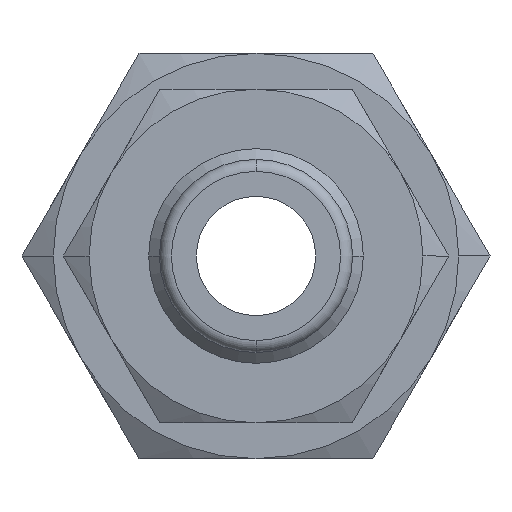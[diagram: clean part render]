
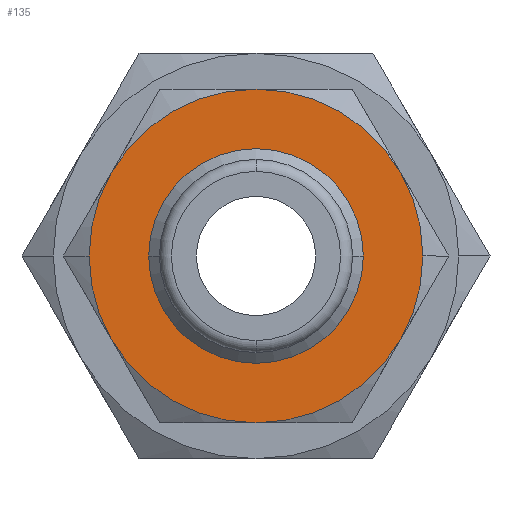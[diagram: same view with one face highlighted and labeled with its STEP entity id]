
A CAD part, front view. The second image highlights one B-rep face of the part: STEP entity #135.
In plain terms, the highlighted planar face has unit normal (0, -1, 0).
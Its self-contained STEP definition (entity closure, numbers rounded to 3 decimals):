
#135=ADVANCED_FACE('',(#306,#307),#308,.T.);
#306=FACE_OUTER_BOUND('',#521,.T.);
#307=FACE_BOUND('',#522,.T.);
#308=PLANE('',#523);
#521=EDGE_LOOP('',(#865,#866,#867,#868,#869,#870,#871,#872));
#522=EDGE_LOOP('',(#873,#874));
#523=AXIS2_PLACEMENT_3D('',#875,#876,#877);
#865=ORIENTED_EDGE('',*,*,#1384,.F.);
#866=ORIENTED_EDGE('',*,*,#1385,.F.);
#867=ORIENTED_EDGE('',*,*,#1386,.F.);
#868=ORIENTED_EDGE('',*,*,#1387,.F.);
#869=ORIENTED_EDGE('',*,*,#1346,.F.);
#870=ORIENTED_EDGE('',*,*,#1388,.F.);
#871=ORIENTED_EDGE('',*,*,#1389,.F.);
#872=ORIENTED_EDGE('',*,*,#1341,.F.);
#873=ORIENTED_EDGE('',*,*,#1289,.F.);
#874=ORIENTED_EDGE('',*,*,#1390,.F.);
#875=CARTESIAN_POINT('',(3.5,14.0,0.0));
#876=DIRECTION('',(-0.0,-1.0,-0.0));
#877=DIRECTION('',(-1.0,0.0,0.0));
#1289=EDGE_CURVE('',#1555,#1551,#1557,.T.);
#1341=EDGE_CURVE('',#1639,#1642,#1643,.T.);
#1346=EDGE_CURVE('',#1649,#1647,#1651,.T.);
#1384=EDGE_CURVE('',#1713,#1639,#1714,.T.);
#1385=EDGE_CURVE('',#1715,#1713,#1716,.T.);
#1386=EDGE_CURVE('',#1717,#1715,#1718,.T.);
#1387=EDGE_CURVE('',#1647,#1717,#1719,.T.);
#1388=EDGE_CURVE('',#1720,#1649,#1721,.T.);
#1389=EDGE_CURVE('',#1642,#1720,#1722,.T.);
#1390=EDGE_CURVE('',#1551,#1555,#1723,.T.);
#1551=VERTEX_POINT('',#2052);
#1555=VERTEX_POINT('',#2057);
#1557=CIRCLE('',#2060,4.5);
#1639=VERTEX_POINT('',#2182);
#1642=VERTEX_POINT('',#2186);
#1643=CIRCLE('',#2187,7.0);
#1647=VERTEX_POINT('',#2202);
#1649=VERTEX_POINT('',#2205);
#1651=CIRCLE('',#2218,7.0);
#1713=VERTEX_POINT('',#2294);
#1714=CIRCLE('',#2295,7.0);
#1715=VERTEX_POINT('',#2296);
#1716=CIRCLE('',#2297,7.0);
#1717=VERTEX_POINT('',#2298);
#1718=CIRCLE('',#2299,7.0);
#1719=CIRCLE('',#2300,7.0);
#1720=VERTEX_POINT('',#2301);
#1721=CIRCLE('',#2302,7.0);
#1722=CIRCLE('',#2303,7.0);
#1723=CIRCLE('',#2304,4.5);
#2052=CARTESIAN_POINT('',(4.5,14.0,0.));
#2057=CARTESIAN_POINT('',(-4.5,14.0,0.));
#2060=AXIS2_PLACEMENT_3D('',#2708,#2709,#2710);
#2182=CARTESIAN_POINT('',(7.0,14.0,0.));
#2186=CARTESIAN_POINT('',(6.062,14.0,-3.5));
#2187=AXIS2_PLACEMENT_3D('',#2784,#2785,#2786);
#2202=CARTESIAN_POINT('',(-7.0,14.0,0.));
#2205=CARTESIAN_POINT('',(-6.062,14.0,-3.5));
#2218=AXIS2_PLACEMENT_3D('',#2788,#2789,#2790);
#2294=CARTESIAN_POINT('',(6.062,14.0,3.5));
#2295=AXIS2_PLACEMENT_3D('',#2847,#2848,#2849);
#2296=CARTESIAN_POINT('',(0.,14.0,7.0));
#2297=AXIS2_PLACEMENT_3D('',#2850,#2851,#2852);
#2298=CARTESIAN_POINT('',(-6.062,14.0,3.5));
#2299=AXIS2_PLACEMENT_3D('',#2853,#2854,#2855);
#2300=AXIS2_PLACEMENT_3D('',#2856,#2857,#2858);
#2301=CARTESIAN_POINT('',(0.0,14.0,-7.0));
#2302=AXIS2_PLACEMENT_3D('',#2859,#2860,#2861);
#2303=AXIS2_PLACEMENT_3D('',#2862,#2863,#2864);
#2304=AXIS2_PLACEMENT_3D('',#2865,#2866,#2867);
#2708=CARTESIAN_POINT('',(0.0,14.0,0.0));
#2709=DIRECTION('',(0.0,-1.0,0.0));
#2710=DIRECTION('',(1.0,0.0,0.0));
#2784=CARTESIAN_POINT('',(0.0,14.0,0.0));
#2785=DIRECTION('',(-0.0,1.0,0.0));
#2786=DIRECTION('',(1.0,0.0,0.0));
#2788=CARTESIAN_POINT('',(0.0,14.0,0.0));
#2789=DIRECTION('',(-0.0,1.0,0.0));
#2790=DIRECTION('',(1.0,0.0,0.0));
#2847=CARTESIAN_POINT('',(0.0,14.0,0.0));
#2848=DIRECTION('',(-0.0,1.0,0.0));
#2849=DIRECTION('',(1.0,0.0,0.0));
#2850=CARTESIAN_POINT('',(0.0,14.0,0.0));
#2851=DIRECTION('',(-0.0,1.0,0.0));
#2852=DIRECTION('',(1.0,0.0,0.0));
#2853=CARTESIAN_POINT('',(0.0,14.0,0.0));
#2854=DIRECTION('',(-0.0,1.0,0.0));
#2855=DIRECTION('',(1.0,0.0,0.0));
#2856=CARTESIAN_POINT('',(0.0,14.0,0.0));
#2857=DIRECTION('',(-0.0,1.0,0.0));
#2858=DIRECTION('',(1.0,0.0,0.0));
#2859=CARTESIAN_POINT('',(0.0,14.0,0.0));
#2860=DIRECTION('',(-0.0,1.0,0.0));
#2861=DIRECTION('',(1.0,0.0,0.0));
#2862=CARTESIAN_POINT('',(0.0,14.0,0.0));
#2863=DIRECTION('',(-0.0,1.0,0.0));
#2864=DIRECTION('',(1.0,0.0,0.0));
#2865=CARTESIAN_POINT('',(0.0,14.0,0.0));
#2866=DIRECTION('',(0.0,-1.0,0.0));
#2867=DIRECTION('',(1.0,0.0,0.0));
